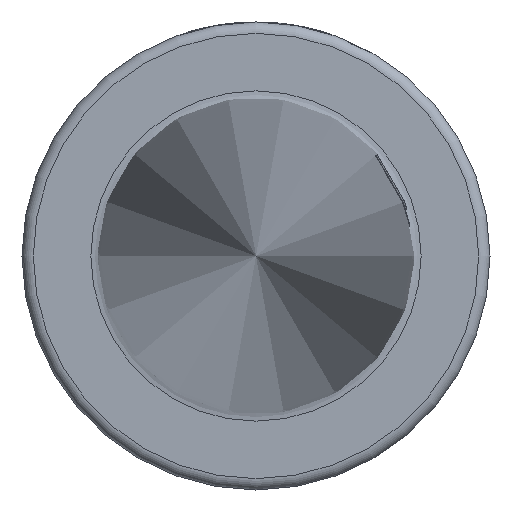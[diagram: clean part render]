
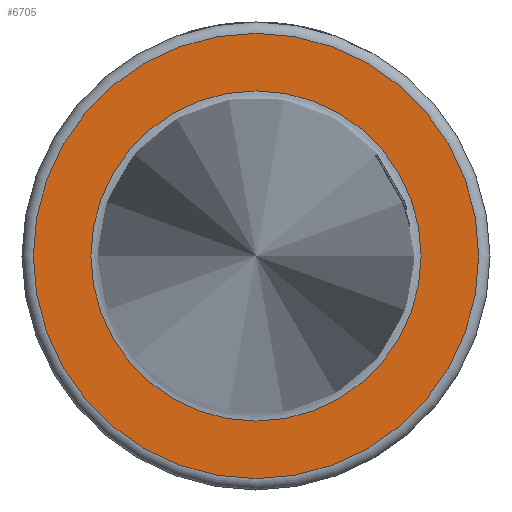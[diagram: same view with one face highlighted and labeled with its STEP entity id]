
A CAD part, left-side view. The second image highlights one B-rep face of the part: STEP entity #6705.
In plain terms, the highlighted planar face has unit normal (-1, 0, 0).
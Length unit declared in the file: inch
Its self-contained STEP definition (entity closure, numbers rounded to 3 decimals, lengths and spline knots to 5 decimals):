
#80=FACE_BOUND('',#1391,.T.);
#224=PLANE('',#7101);
#605=CIRCLE('',#7098,1.18);
#606=CIRCLE('',#7099,1.18);
#607=CIRCLE('',#7102,0.875);
#608=CIRCLE('',#7103,0.875);
#988=FACE_OUTER_BOUND('',#1390,.T.);
#1390=EDGE_LOOP('',(#6275,#6276));
#1391=EDGE_LOOP('',(#6277,#6278));
#3301=VERTEX_POINT('',#17369);
#3302=VERTEX_POINT('',#17371);
#3303=VERTEX_POINT('',#17376);
#3304=VERTEX_POINT('',#17377);
#4298=EDGE_CURVE('',#3301,#3302,#605,.T.);
#4299=EDGE_CURVE('',#3302,#3301,#606,.T.);
#4300=EDGE_CURVE('',#3303,#3304,#607,.T.);
#4301=EDGE_CURVE('',#3304,#3303,#608,.T.);
#6275=ORIENTED_EDGE('',*,*,#4299,.F.);
#6276=ORIENTED_EDGE('',*,*,#4298,.F.);
#6277=ORIENTED_EDGE('',*,*,#4300,.F.);
#6278=ORIENTED_EDGE('',*,*,#4301,.F.);
#6705=ADVANCED_FACE('',(#988,#80),#224,.T.);
#7098=AXIS2_PLACEMENT_3D('',#17372,#8303,#8304);
#7099=AXIS2_PLACEMENT_3D('',#17373,#8305,#8306);
#7101=AXIS2_PLACEMENT_3D('',#17375,#8309,#8310);
#7102=AXIS2_PLACEMENT_3D('',#17378,#8311,#8312);
#7103=AXIS2_PLACEMENT_3D('',#17379,#8313,#8314);
#8303=DIRECTION('center_axis',(1.,0.,0.));
#8304=DIRECTION('ref_axis',(0.,-1.,0.));
#8305=DIRECTION('center_axis',(1.,0.,0.));
#8306=DIRECTION('ref_axis',(0.,-1.,0.));
#8309=DIRECTION('center_axis',(-1.,0.,0.));
#8310=DIRECTION('ref_axis',(0.,0.,1.));
#8311=DIRECTION('center_axis',(-1.,0.,0.));
#8312=DIRECTION('ref_axis',(0.,-1.,0.));
#8313=DIRECTION('center_axis',(-1.,0.,0.));
#8314=DIRECTION('ref_axis',(0.,-1.,0.));
#17369=CARTESIAN_POINT('',(0.5,0.,1.18));
#17371=CARTESIAN_POINT('',(0.5,1.18,0.));
#17372=CARTESIAN_POINT('Origin',(0.5,0.,0.));
#17373=CARTESIAN_POINT('Origin',(0.5,0.,0.));
#17375=CARTESIAN_POINT('Origin',(0.5,0.995,0.));
#17376=CARTESIAN_POINT('',(0.5,0.875,0.));
#17377=CARTESIAN_POINT('',(0.5,0.,0.875));
#17378=CARTESIAN_POINT('Origin',(0.5,0.,0.));
#17379=CARTESIAN_POINT('Origin',(0.5,0.,0.));
